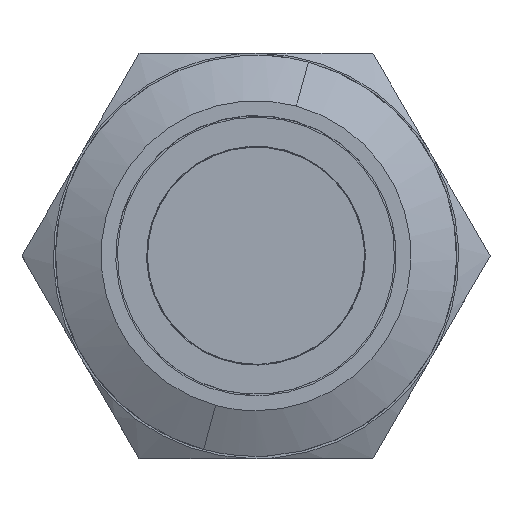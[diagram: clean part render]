
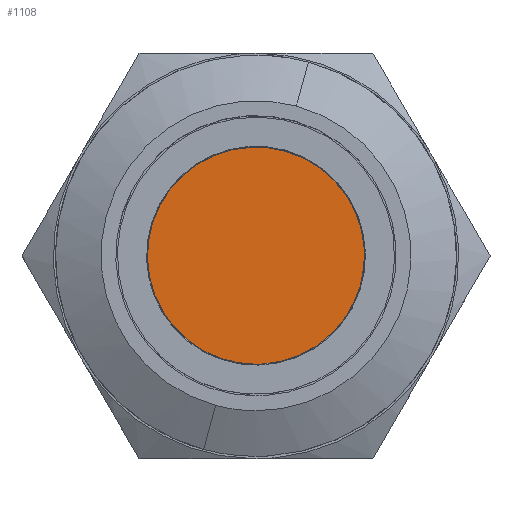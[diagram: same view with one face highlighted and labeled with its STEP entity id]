
A CAD part, top view. The second image highlights one B-rep face of the part: STEP entity #1108.
In plain terms, the highlighted planar face has unit normal (0, 0, 1).
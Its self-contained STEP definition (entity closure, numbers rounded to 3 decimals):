
#1108=ADVANCED_FACE('',(#2820),#2821,.F.);
#2820=FACE_OUTER_BOUND('',#5606,.T.);
#2821=PLANE('',#5607);
#5606=EDGE_LOOP('',(#9769,#9770,#9771));
#5607=AXIS2_PLACEMENT_3D('',#9772,#9773,#9774);
#9769=ORIENTED_EDGE('',*,*,#13955,.F.);
#9770=ORIENTED_EDGE('',*,*,#13954,.F.);
#9771=ORIENTED_EDGE('',*,*,#13314,.F.);
#9772=CARTESIAN_POINT('',(6.188,0.,0.0));
#9773=DIRECTION('',(0.0,0.0,-1.0));
#9774=DIRECTION('',(0.0,-1.0,0.0));
#13314=EDGE_CURVE('',#17377,#17380,#17381,.T.);
#13954=EDGE_CURVE('',#17380,#18575,#18576,.T.);
#13955=EDGE_CURVE('',#18575,#17377,#18577,.T.);
#17377=VERTEX_POINT('',#21782);
#17380=VERTEX_POINT('',#21786);
#17381=CIRCLE('',#21787,5.95);
#18575=VERTEX_POINT('',#23260);
#18576=CIRCLE('',#23261,5.95);
#18577=CIRCLE('',#23262,5.95);
#21782=CARTESIAN_POINT('',(-0.374,5.938,0.0));
#21786=CARTESIAN_POINT('',(0.374,-5.938,0.0));
#21787=AXIS2_PLACEMENT_3D('',#25852,#25853,#25854);
#23260=CARTESIAN_POINT('',(0.0,-5.95,0.0));
#23261=AXIS2_PLACEMENT_3D('',#27082,#27083,#27084);
#23262=AXIS2_PLACEMENT_3D('',#27085,#27086,#27087);
#25852=CARTESIAN_POINT('',(0.0,0.0,0.0));
#25853=DIRECTION('',(0.0,0.0,-1.0));
#25854=DIRECTION('',(0.0,1.0,0.0));
#27082=CARTESIAN_POINT('',(0.0,0.0,0.0));
#27083=DIRECTION('',(0.0,0.0,-1.0));
#27084=DIRECTION('',(0.0,1.0,0.0));
#27085=CARTESIAN_POINT('',(0.0,0.0,0.0));
#27086=DIRECTION('',(0.0,0.0,-1.0));
#27087=DIRECTION('',(0.0,1.0,0.0));
